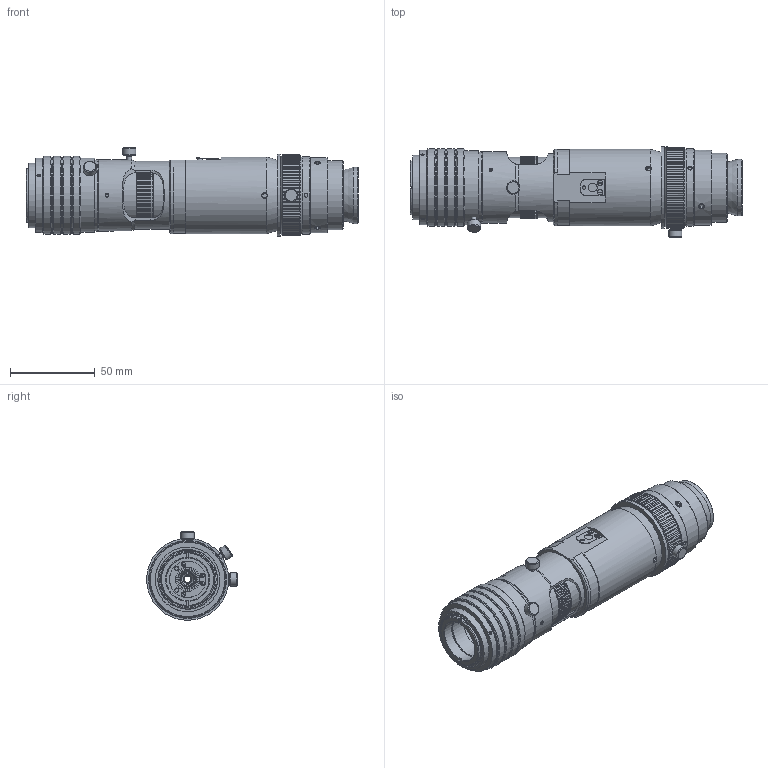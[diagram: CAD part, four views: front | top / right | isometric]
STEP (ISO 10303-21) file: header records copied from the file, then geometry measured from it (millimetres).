
FILE_DESCRIPTION(/* description */ ('ADAPTER'),/* implementation_level */ '2;1');
FILE_NAME(/* name */ '50504AD_0.stp',/* time_stamp */ '2015-11-18T15:54:40-05:00',/* author */ ('BONAFEDE'),/* organization */ (''),/* preprocessor_version */ 'ST-DEVELOPER v16.1',/* originating_system */ 'Autodesk Inventor 2016',/* authorisation */ '');
FILE_SCHEMA (('AUTOMOTIVE_DESIGN { 1 0 10303 214 3 1 1 }'));
Length unit declared in the file: inch
Products named in the file (64): 50541; 50354; 50536; 50537; 50348; 50143; 50616; 50693; 50361; 50372; 50350; 60697; 50359; 50121; 50371; 50349; 50358; 60888; 60668; 60667; 6296; 50542; 7004; 7015; 60070; 50543; 7261; 60433; 60436; 50525; 7007; 50727; 50726; 50725; 50465; 50466; 50467; 50539; 7588; 30068_1 ...
Assembly tree (93 placements, depth 5):
  Assembly5 (LevelofDetail1)
    50504AD
      50540D
        50541
        50348
          50354
          50536
          50537
        50143  x2
        50616  x2
        50693
        50361
        50372
        50350
        60697
        50359
        50121
        50371
        50349
        50358
        60888  x2
        60668
        60667
        6296
        50542
        7004  x3
        7015  x3
        60070
        50543
        60436
          7261
          60433
        50525
        7007  x3
        50727
        50726
        50725
        50465
        50466
        50467
        50539
        7588
        30068
          30068_1
          30068_3  x12
          30068_2
          30068_4
      50360
      50521-3
      7004  x3
      7108  x3
      50144
        50149
        50150
        50151
        50161
        5402
        7008
        7006  x3
        60436
Bounding box: 195.96 x 53.56 x 52.35 mm (x, y, z)
Volume: 161128 mm3; surface area: 160823.8 mm2
Topology: 88 solids, 88 shells, 1771 faces, 4338 edges, 2864 vertices
Faces by surface type: plane 902, cylinder 666, cone 165, torus 13, sphere 13, bspline 12
Full cylindrical faces by diameter (mm): 1.016 x2, 1.146 x3, 1.194 x2, 1.219 x1, 1.27 x2, 1.346 x1, 1.448 x24, 1.524 x23, 1.575 x3, 1.6 x5, 1.638 x1, 1.65 x1, 1.702 x9, 1.727 x2, 1.778 x2, 1.981 x1, 2.083 x2, 2.159 x9, 2.184 x7, 2.286 x2, 2.489 x12, 2.54 x1, 2.718 x1, 2.845 x9, 2.972 x1, 3.162 x2, 3.175 x4, 3.2 x1, 3.302 x6, 3.556 x1
Entity records: 49612 total; most frequent: CARTESIAN_POINT 15936, DIRECTION 6856, ORIENTED_EDGE 6054, EDGE_CURVE 3027, AXIS2_PLACEMENT_3D 2659, VERTEX_POINT 2228, EDGE_LOOP 2095, LINE 1538
